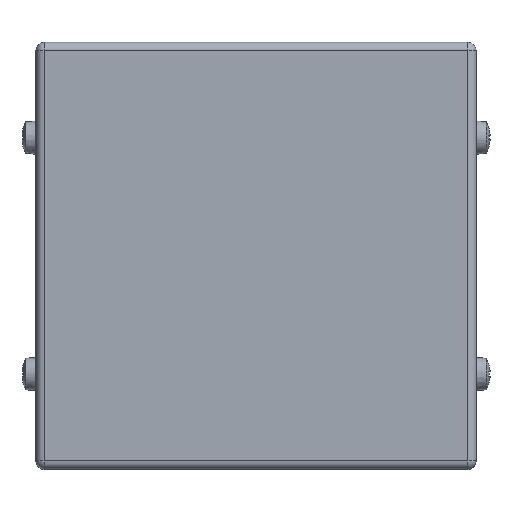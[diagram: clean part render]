
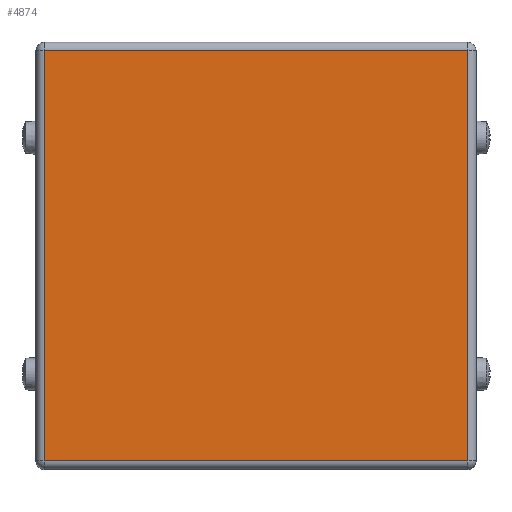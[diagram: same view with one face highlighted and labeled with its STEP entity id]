
A CAD part, top view. The second image highlights one B-rep face of the part: STEP entity #4874.
In plain terms, the highlighted planar face has unit normal (0, 0, 1).
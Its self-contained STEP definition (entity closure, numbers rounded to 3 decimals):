
#4535=CARTESIAN_POINT('',(31.83,-30.83,45.7));
#4536=VERTEX_POINT('',#4535);
#4554=CARTESIAN_POINT('',(31.83,30.83,45.7));
#4555=VERTEX_POINT('',#4554);
#4563=CARTESIAN_POINT('',(31.83,30.83,45.7));
#4564=DIRECTION('',(0.0,-1.0,0.0));
#4565=VECTOR('',#4564,61.66);
#4566=LINE('',#4563,#4565);
#4567=EDGE_CURVE('',#4555,#4536,#4566,.T.);
#4594=CARTESIAN_POINT('',(-31.83,30.83,45.7));
#4595=VERTEX_POINT('',#4594);
#4603=CARTESIAN_POINT('',(-31.83,30.83,45.7));
#4604=DIRECTION('',(1.0,0.0,0.0));
#4605=VECTOR('',#4604,63.66);
#4606=LINE('',#4603,#4605);
#4607=EDGE_CURVE('',#4595,#4555,#4606,.T.);
#4634=CARTESIAN_POINT('',(-31.83,-30.83,45.7));
#4635=VERTEX_POINT('',#4634);
#4643=CARTESIAN_POINT('',(-31.83,-30.83,45.7));
#4644=DIRECTION('',(0.0,1.0,0.0));
#4645=VECTOR('',#4644,61.66);
#4646=LINE('',#4643,#4645);
#4647=EDGE_CURVE('',#4635,#4595,#4646,.T.);
#4698=CARTESIAN_POINT('',(31.83,-30.83,45.7));
#4699=DIRECTION('',(-1.0,0.0,0.0));
#4700=VECTOR('',#4699,63.66);
#4701=LINE('',#4698,#4700);
#4702=EDGE_CURVE('',#4536,#4635,#4701,.T.);
#4863=CARTESIAN_POINT('',(0.,0.,45.7));
#4864=DIRECTION('',(0.0,0.0,1.0));
#4865=DIRECTION('',(1.0,0.0,0.0));
#4866=AXIS2_PLACEMENT_3D('',#4863,#4864,#4865);
#4867=PLANE('',#4866);
#4868=ORIENTED_EDGE('',*,*,#4567,.F.);
#4869=ORIENTED_EDGE('',*,*,#4607,.F.);
#4870=ORIENTED_EDGE('',*,*,#4647,.F.);
#4871=ORIENTED_EDGE('',*,*,#4702,.F.);
#4872=EDGE_LOOP('',(#4868,#4869,#4870,#4871));
#4873=FACE_OUTER_BOUND('',#4872,.T.);
#4874=ADVANCED_FACE('',(#4873),#4867,.T.);
